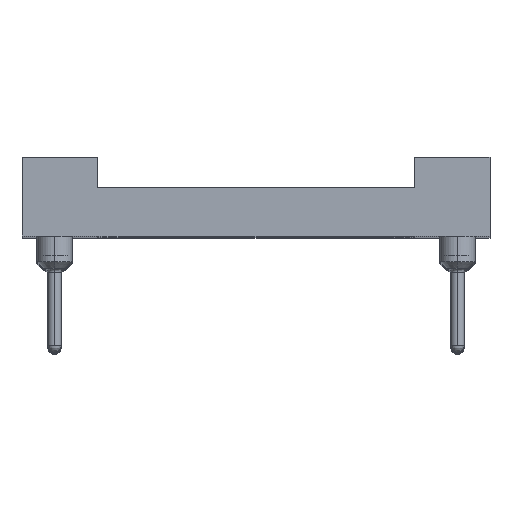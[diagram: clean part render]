
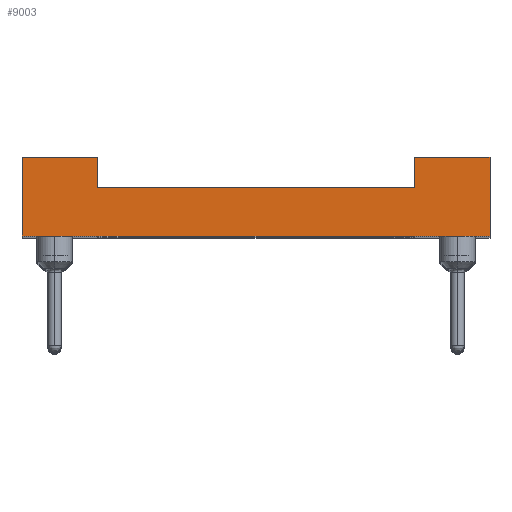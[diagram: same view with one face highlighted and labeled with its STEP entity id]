
A CAD part, top view. The second image highlights one B-rep face of the part: STEP entity #9003.
In plain terms, the highlighted planar face has unit normal (0, 0, 1).
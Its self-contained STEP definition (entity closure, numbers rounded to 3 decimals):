
#97 = VECTOR ( 'NONE', #3142, 1000. ) ;
#156 = CARTESIAN_POINT ( 'NONE',  ( -8.85, 2.97, 25.4 ) ) ;
#230 = VECTOR ( 'NONE', #1988, 1000. ) ;
#238 = CARTESIAN_POINT ( 'NONE',  ( -8.85, 1.82, 25.4 ) ) ;
#412 = VECTOR ( 'NONE', #5957, 1000. ) ;
#491 = ORIENTED_EDGE ( 'NONE', *, *, #3383, .T. ) ;
#562 = ORIENTED_EDGE ( 'NONE', *, *, #10576, .T. ) ;
#619 = DIRECTION ( 'NONE',  ( 0., -1., 0. ) ) ;
#846 = CARTESIAN_POINT ( 'NONE',  ( -6., 2.97, 25.4 ) ) ;
#1263 = CARTESIAN_POINT ( 'NONE',  ( 8.85, 0., 25.4 ) ) ;
#1562 = CARTESIAN_POINT ( 'NONE',  ( 6., 2.97, 25.4 ) ) ;
#1812 = LINE ( 'NONE', #156, #11211 ) ;
#1988 = DIRECTION ( 'NONE',  ( 0., -1., 0. ) ) ;
#2277 = EDGE_LOOP ( 'NONE', ( #3524, #7748, #2286, #5862, #562, #491, #5248, #8670 ) ) ;
#2286 = ORIENTED_EDGE ( 'NONE', *, *, #12139, .T. ) ;
#2497 = CARTESIAN_POINT ( 'NONE',  ( -8.85, 2.97, 25.4 ) ) ;
#2574 = CARTESIAN_POINT ( 'NONE',  ( -6., 2.97, 25.4 ) ) ;
#2603 = VERTEX_POINT ( 'NONE', #846 ) ;
#3142 = DIRECTION ( 'NONE',  ( -1., 0., 0. ) ) ;
#3259 = LINE ( 'NONE', #4908, #412 ) ;
#3383 = EDGE_CURVE ( 'NONE', #8901, #6340, #10815, .T. ) ;
#3487 = VECTOR ( 'NONE', #11354, 1000. ) ;
#3524 = ORIENTED_EDGE ( 'NONE', *, *, #8631, .T. ) ;
#3814 = CARTESIAN_POINT ( 'NONE',  ( -8.85, 0., 25.4 ) ) ;
#3854 = EDGE_CURVE ( 'NONE', #2603, #4936, #6265, .T. ) ;
#4312 = VERTEX_POINT ( 'NONE', #6829 ) ;
#4500 = VERTEX_POINT ( 'NONE', #10129 ) ;
#4662 = LINE ( 'NONE', #2574, #3487 ) ;
#4908 = CARTESIAN_POINT ( 'NONE',  ( 8.85, 0., 25.4 ) ) ;
#4936 = VERTEX_POINT ( 'NONE', #6395 ) ;
#5132 = VERTEX_POINT ( 'NONE', #7011 ) ;
#5248 = ORIENTED_EDGE ( 'NONE', *, *, #10197, .F. ) ;
#5364 = FACE_OUTER_BOUND ( 'NONE', #2277, .T. ) ;
#5495 = DIRECTION ( 'NONE',  ( 1., 0., 0. ) ) ;
#5497 = VECTOR ( 'NONE', #619, 1000. ) ;
#5526 = CARTESIAN_POINT ( 'NONE',  ( -8.85, 0., 25.4 ) ) ;
#5616 = AXIS2_PLACEMENT_3D ( 'NONE', #6429, #10310, #5495 ) ;
#5826 = LINE ( 'NONE', #10654, #230 ) ;
#5862 = ORIENTED_EDGE ( 'NONE', *, *, #3854, .T. ) ;
#5957 = DIRECTION ( 'NONE',  ( 0., -1., 0. ) ) ;
#6032 = CARTESIAN_POINT ( 'NONE',  ( 6., 2.97, 25.4 ) ) ;
#6265 = LINE ( 'NONE', #2497, #9880 ) ;
#6329 = DIRECTION ( 'NONE',  ( -1., 0., 0. ) ) ;
#6340 = VERTEX_POINT ( 'NONE', #1263 ) ;
#6395 = CARTESIAN_POINT ( 'NONE',  ( -8.85, 2.97, 25.4 ) ) ;
#6429 = CARTESIAN_POINT ( 'NONE',  ( -8.85, 0., 25.4 ) ) ;
#6447 = EDGE_CURVE ( 'NONE', #4312, #11994, #1812, .T. ) ;
#6829 = CARTESIAN_POINT ( 'NONE',  ( 8.85, 2.97, 25.4 ) ) ;
#6897 = EDGE_CURVE ( 'NONE', #5132, #4500, #8817, .T. ) ;
#7011 = CARTESIAN_POINT ( 'NONE',  ( 6., 1.82, 25.4 ) ) ;
#7607 = DIRECTION ( 'NONE',  ( -1., 0., 0. ) ) ;
#7748 = ORIENTED_EDGE ( 'NONE', *, *, #6897, .T. ) ;
#8631 = EDGE_CURVE ( 'NONE', #11994, #5132, #11298, .T. ) ;
#8668 = DIRECTION ( 'NONE',  ( 1., 0., 0. ) ) ;
#8670 = ORIENTED_EDGE ( 'NONE', *, *, #6447, .T. ) ;
#8817 = LINE ( 'NONE', #238, #97 ) ;
#8823 = VECTOR ( 'NONE', #8668, 1000. ) ;
#8901 = VERTEX_POINT ( 'NONE', #5526 ) ;
#9003 = ADVANCED_FACE ( 'NONE', ( #5364 ), #10240, .T. ) ;
#9880 = VECTOR ( 'NONE', #6329, 1000. ) ;
#10129 = CARTESIAN_POINT ( 'NONE',  ( -6., 1.82, 25.4 ) ) ;
#10197 = EDGE_CURVE ( 'NONE', #4312, #6340, #3259, .T. ) ;
#10240 = PLANE ( 'NONE',  #5616 ) ;
#10310 = DIRECTION ( 'NONE',  ( 0., 0., 1. ) ) ;
#10576 = EDGE_CURVE ( 'NONE', #4936, #8901, #5826, .T. ) ;
#10654 = CARTESIAN_POINT ( 'NONE',  ( -8.85, 0., 25.4 ) ) ;
#10815 = LINE ( 'NONE', #3814, #8823 ) ;
#11211 = VECTOR ( 'NONE', #7607, 1000. ) ;
#11298 = LINE ( 'NONE', #1562, #5497 ) ;
#11354 = DIRECTION ( 'NONE',  ( 0., 1., 0. ) ) ;
#11994 = VERTEX_POINT ( 'NONE', #6032 ) ;
#12139 = EDGE_CURVE ( 'NONE', #4500, #2603, #4662, .T. ) ;
